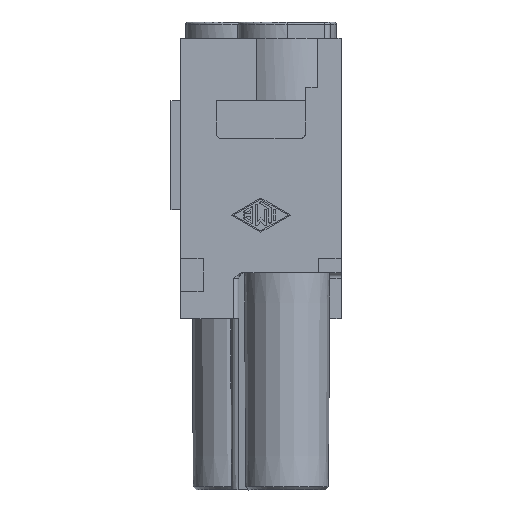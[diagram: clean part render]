
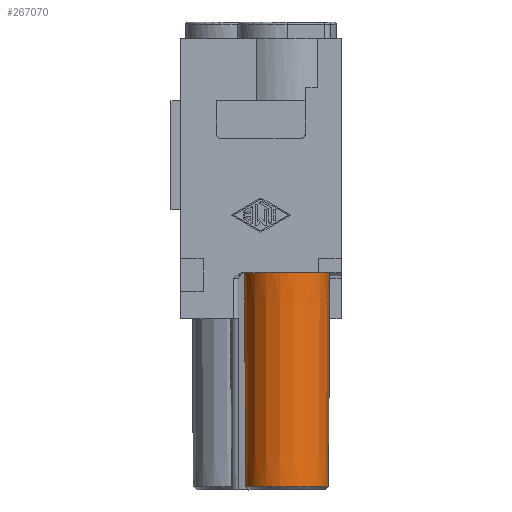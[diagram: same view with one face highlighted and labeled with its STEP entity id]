
A CAD part, front view. The second image highlights one B-rep face of the part: STEP entity #267070.
In plain terms, the highlighted conical face has half-angle 0.292 degrees and reference radius 3.9 mm.
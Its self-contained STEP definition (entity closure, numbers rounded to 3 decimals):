
#43210=CARTESIAN_POINT('',(42.498,42.857,
-27.25));
#43220=VERTEX_POINT('',#43210);
#43250=CARTESIAN_POINT('',(46.298,42.857,
-27.25));
#43260=DIRECTION('',(0.,1.,0.));
#43270=DIRECTION('',(1.,0.,0.));
#43280=AXIS2_PLACEMENT_3D('',#43250,#43260,#43270);
#43290=CIRCLE('',#43280,3.8);
#43420=CARTESIAN_POINT('',(46.298,62.457,
-27.25));
#43430=DIRECTION('',(0.,1.,0.));
#43440=DIRECTION('',(1.,0.,0.));
#43450=AXIS2_PLACEMENT_3D('',#43420,#43430,#43440);
#43460=CONICAL_SURFACE('',#43450,3.9,0.005);
#43480=CARTESIAN_POINT('',(42.398,62.457,-27.25)
);
#43490=DIRECTION('',(-0.005,1.,0.));
#43500=VECTOR('',#43490,764.41);
#43510=LINE('',#43480,#43500);
#43520=CARTESIAN_POINT('',(42.398,62.457,-27.25)
);
#43530=VERTEX_POINT('',#43520);
#43540=EDGE_CURVE('',#43220,#43530,#43510,.T.);
#43560=CARTESIAN_POINT('',(46.298,62.457,
-27.25));
#43570=DIRECTION('',(0.,1.,0.));
#43580=DIRECTION('',(1.,0.,0.));
#43590=AXIS2_PLACEMENT_3D('',#43560,#43570,#43580);
#43600=CIRCLE('',#43590,3.9);
#59140=CARTESIAN_POINT('',(50.788,62.457,
-27.176));
#59150=DIRECTION('',(-0.216,0.005,
0.976));
#59160=DIRECTION('',(-0.001,-1.,
0.005));
#59170=AXIS2_PLACEMENT_3D('',#59140,#59150,#59160);
#59180=PLANE('',#59170);
#59250=CARTESIAN_POINT('',(50.197,62.457,
-27.307));
#59260=VERTEX_POINT('',#59250);
#59290=CARTESIAN_POINT('',(50.125,48.204,
-27.25));
#59300=CARTESIAN_POINT('',(50.131,49.392,
-27.255));
#59310=CARTESIAN_POINT('',(50.137,50.579,
-27.26));
#59320=CARTESIAN_POINT('',(50.143,51.767,
-27.264));
#59330=CARTESIAN_POINT('',(50.149,52.955,
-27.269));
#59340=CARTESIAN_POINT('',(50.155,54.143,
-27.274));
#59350=CARTESIAN_POINT('',(50.161,55.33,
-27.279));
#59360=CARTESIAN_POINT('',(50.167,56.518,
-27.283));
#59370=CARTESIAN_POINT('',(50.173,57.706,
-27.288));
#59380=CARTESIAN_POINT('',(50.179,58.894,
-27.293));
#59390=CARTESIAN_POINT('',(50.182,59.488,
-27.295));
#59400=CARTESIAN_POINT('',(50.185,60.082,
-27.298));
#59410=CARTESIAN_POINT('',(50.188,60.676,
-27.3));
#59420=CARTESIAN_POINT('',(50.191,61.269,
-27.303));
#59430=CARTESIAN_POINT('',(50.194,61.863,
-27.305));
#59440=CARTESIAN_POINT('',(50.197,62.457,
-27.307));
#59450=B_SPLINE_CURVE_WITH_KNOTS('',3,(#59290,#59300,#59310,#59320,
#59330,#59340,#59350,#59360,#59370,#59380,#59390,#59400,#59410,#59420,
#59430,#59440),.UNSPECIFIED.,.F.,.F.,(4,3,3,3,3,4),(0.,3.563,
7.127,10.69,12.472,14.254),
.UNSPECIFIED.);
#59460=SURFACE_CURVE('',#59450,(#43460,#59180),.CURVE_3D.);
#59470=CARTESIAN_POINT('',(50.125,48.204,
-27.25));
#59480=VERTEX_POINT('',#59470);
#59490=EDGE_CURVE('',#59480,#59260,#59460,.T.);
#71850=EDGE_CURVE('',#59260,#43530,#43600,.T.);
#266920=ORIENTED_EDGE('',*,*,#59490,.F.);
#266930=ORIENTED_EDGE('',*,*,#71850,.F.);
#266940=ORIENTED_EDGE('',*,*,#43540,.T.);
#266950=CARTESIAN_POINT('',(50.098,42.857,
-27.25));
#266960=VERTEX_POINT('',#266950);
#266970=EDGE_CURVE('',#266960,#43220,#43290,.T.);
#266980=ORIENTED_EDGE('',*,*,#266970,.T.);
#266990=CARTESIAN_POINT('',(50.198,62.457,
-27.25));
#267000=DIRECTION('',(0.005,1.,0.));
#267010=VECTOR('',#267000,764.41);
#267020=LINE('',#266990,#267010);
#267030=EDGE_CURVE('',#266960,#59480,#267020,.T.);
#267040=ORIENTED_EDGE('',*,*,#267030,.F.);
#267050=EDGE_LOOP('',(#267040,#266980,#266940,#266930,#266920));
#267060=FACE_OUTER_BOUND('',#267050,.T.);
#267070=ADVANCED_FACE('',(#267060),#43460,.T.);
